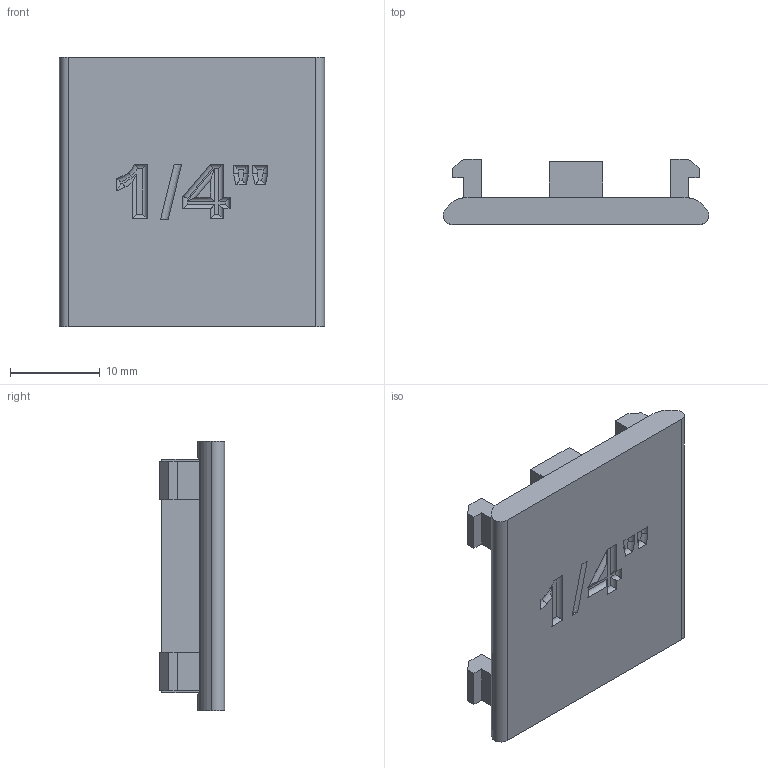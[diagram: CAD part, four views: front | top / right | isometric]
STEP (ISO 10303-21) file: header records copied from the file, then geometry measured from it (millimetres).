
FILE_DESCRIPTION(/* description */ (''),/* implementation_level */ '2;1');
FILE_NAME(/* name */ 'Magnet_Storage_Lid_1-4.step',/* time_stamp */ '2023-04-03T14:11:31-07:00',/* author */ (''),/* organization */ (''),/* preprocessor_version */ 'ST-DEVELOPER v19.2',/* originating_system */ 'Autodesk Translation Framework v11.17.0.187',/* authorisation */ '');
FILE_SCHEMA (('AUTOMOTIVE_DESIGN { 1 0 10303 214 3 1 1 }'));
Length unit declared in the file: millimetre
Products named in the file (1): magnet lid v3.7 1-4
Bounding box: 29.46 x 7.25 x 30 mm (x, y, z)
Volume: 2371.2 mm3; surface area: 2937.3 mm2
Topology: 1 solids, 1 shells, 98 faces, 257 edges, 170 vertices
Faces by surface type: plane 56, cylinder 37, bspline 5
Entity records: 3409 total; most frequent: CARTESIAN_POINT 955, ORIENTED_EDGE 514, DIRECTION 474, EDGE_CURVE 257, LINE 196, VECTOR 196, VERTEX_POINT 170, AXIS2_PLACEMENT_3D 139
